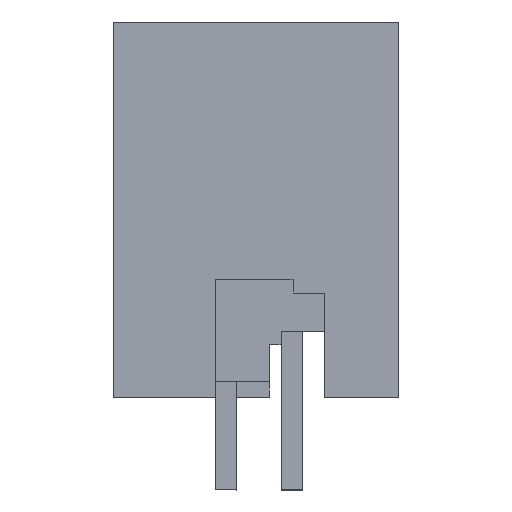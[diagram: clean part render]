
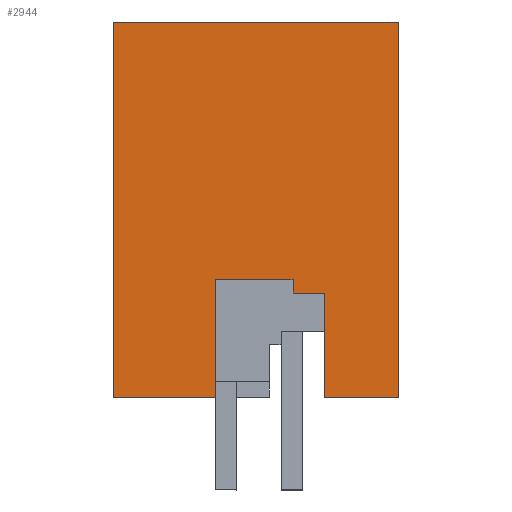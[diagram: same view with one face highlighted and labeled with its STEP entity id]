
A CAD part, left-side view. The second image highlights one B-rep face of the part: STEP entity #2944.
In plain terms, the highlighted planar face has unit normal (-1, 0, 0).
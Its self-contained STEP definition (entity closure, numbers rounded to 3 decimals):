
#2890=AXIS2_PLACEMENT_3D('Plane Axis2P3D',#2887,#2888,#2889) ;
#183=CARTESIAN_POINT('Vertex',(0.,10.8,17.7)) ;
#186=CARTESIAN_POINT('Line Origine',(0.,5.4,17.7)) ;
#190=CARTESIAN_POINT('Vertex',(0.,0.,17.7)) ;
#1415=CARTESIAN_POINT('Vertex',(0.,0.,3.5)) ;
#1418=CARTESIAN_POINT('Line Origine',(0.,0.,10.6)) ;
#1435=CARTESIAN_POINT('Line Origine',(0.,1.4,3.5)) ;
#1439=CARTESIAN_POINT('Vertex',(0.,2.8,3.5)) ;
#1921=CARTESIAN_POINT('Vertex',(0.,10.8,3.5)) ;
#1924=CARTESIAN_POINT('Line Origine',(0.,10.8,10.6)) ;
#2887=CARTESIAN_POINT('Axis2P3D Location',(0.,10.8,12.7)) ;
#2892=CARTESIAN_POINT('Line Origine',(0.,8.875,3.5)) ;
#2896=CARTESIAN_POINT('Vertex',(0.,6.95,3.5)) ;
#2899=CARTESIAN_POINT('Line Origine',(0.,6.95,5.725)) ;
#2903=CARTESIAN_POINT('Vertex',(0.,6.95,7.95)) ;
#2906=CARTESIAN_POINT('Line Origine',(0.,5.475,7.95)) ;
#2910=CARTESIAN_POINT('Vertex',(0.,4.,7.95)) ;
#2913=CARTESIAN_POINT('Line Origine',(0.,4.,7.7)) ;
#2917=CARTESIAN_POINT('Vertex',(0.,4.,7.45)) ;
#2920=CARTESIAN_POINT('Line Origine',(0.,3.4,7.45)) ;
#2924=CARTESIAN_POINT('Vertex',(0.,2.8,7.45)) ;
#2927=CARTESIAN_POINT('Line Origine',(0.,2.8,5.475)) ;
#187=DIRECTION('Vector Direction',(0.,-1.,0.)) ;
#1419=DIRECTION('Vector Direction',(0.,0.,1.)) ;
#1436=DIRECTION('Vector Direction',(0.,-1.,0.)) ;
#1925=DIRECTION('Vector Direction',(0.,0.,1.)) ;
#2888=DIRECTION('Axis2P3D Direction',(1.,0.,0.)) ;
#2889=DIRECTION('Axis2P3D XDirection',(0.,1.,0.)) ;
#2893=DIRECTION('Vector Direction',(0.,-1.,0.)) ;
#2900=DIRECTION('Vector Direction',(0.,0.,-1.)) ;
#2907=DIRECTION('Vector Direction',(0.,-1.,0.)) ;
#2914=DIRECTION('Vector Direction',(0.,0.,-1.)) ;
#2921=DIRECTION('Vector Direction',(0.,-1.,0.)) ;
#2928=DIRECTION('Vector Direction',(0.,0.,-1.)) ;
#188=VECTOR('Line Direction',#187,1.) ;
#1420=VECTOR('Line Direction',#1419,1.) ;
#1437=VECTOR('Line Direction',#1436,1.) ;
#1926=VECTOR('Line Direction',#1925,1.) ;
#2894=VECTOR('Line Direction',#2893,1.) ;
#2901=VECTOR('Line Direction',#2900,1.) ;
#2908=VECTOR('Line Direction',#2907,1.) ;
#2915=VECTOR('Line Direction',#2914,1.) ;
#2922=VECTOR('Line Direction',#2921,1.) ;
#2929=VECTOR('Line Direction',#2928,1.) ;
#2933=ORIENTED_EDGE('',*,*,#1441,.T.) ;
#2934=ORIENTED_EDGE('',*,*,#1422,.T.) ;
#2935=ORIENTED_EDGE('',*,*,#192,.F.) ;
#2936=ORIENTED_EDGE('',*,*,#1928,.F.) ;
#2937=ORIENTED_EDGE('',*,*,#2898,.T.) ;
#2938=ORIENTED_EDGE('',*,*,#2905,.F.) ;
#2939=ORIENTED_EDGE('',*,*,#2912,.T.) ;
#2940=ORIENTED_EDGE('',*,*,#2919,.T.) ;
#2941=ORIENTED_EDGE('',*,*,#2926,.T.) ;
#2942=ORIENTED_EDGE('',*,*,#2931,.T.) ;
#2944=ADVANCED_FACE('HOUSING',(#2943),#2891,.F.) ;
#192=EDGE_CURVE('',#184,#191,#189,.T.) ;
#1422=EDGE_CURVE('',#1416,#191,#1421,.T.) ;
#1441=EDGE_CURVE('',#1440,#1416,#1438,.T.) ;
#1928=EDGE_CURVE('',#1922,#184,#1927,.T.) ;
#2898=EDGE_CURVE('',#1922,#2897,#2895,.T.) ;
#2905=EDGE_CURVE('',#2904,#2897,#2902,.T.) ;
#2912=EDGE_CURVE('',#2904,#2911,#2909,.T.) ;
#2919=EDGE_CURVE('',#2911,#2918,#2916,.T.) ;
#2926=EDGE_CURVE('',#2918,#2925,#2923,.T.) ;
#2931=EDGE_CURVE('',#2925,#1440,#2930,.T.) ;
#2932=EDGE_LOOP('',(#2933,#2934,#2935,#2936,#2937,#2938,#2939,#2940,#2941,#2942)) ;
#2943=FACE_OUTER_BOUND('',#2932,.T.) ;
#189=LINE('Line',#186,#188) ;
#1421=LINE('Line',#1418,#1420) ;
#1438=LINE('Line',#1435,#1437) ;
#1927=LINE('Line',#1924,#1926) ;
#2895=LINE('Line',#2892,#2894) ;
#2902=LINE('Line',#2899,#2901) ;
#2909=LINE('Line',#2906,#2908) ;
#2916=LINE('Line',#2913,#2915) ;
#2923=LINE('Line',#2920,#2922) ;
#2930=LINE('Line',#2927,#2929) ;
#2891=PLANE('',#2890) ;
#184=VERTEX_POINT('',#183) ;
#191=VERTEX_POINT('',#190) ;
#1416=VERTEX_POINT('',#1415) ;
#1440=VERTEX_POINT('',#1439) ;
#1922=VERTEX_POINT('',#1921) ;
#2897=VERTEX_POINT('',#2896) ;
#2904=VERTEX_POINT('',#2903) ;
#2911=VERTEX_POINT('',#2910) ;
#2918=VERTEX_POINT('',#2917) ;
#2925=VERTEX_POINT('',#2924) ;
